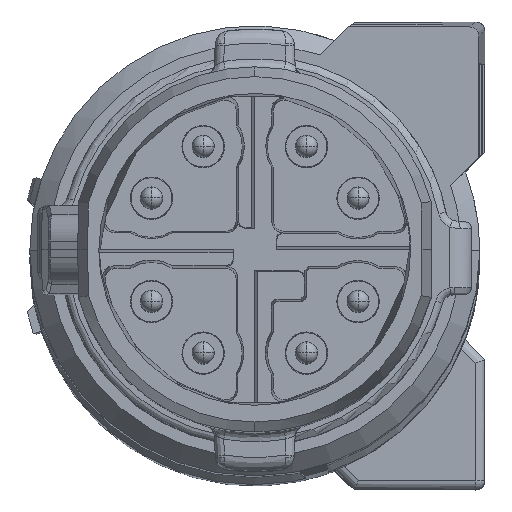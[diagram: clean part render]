
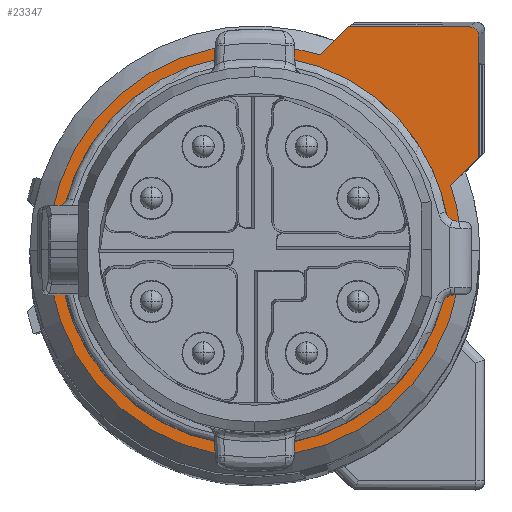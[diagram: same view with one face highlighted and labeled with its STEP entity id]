
A CAD part, top view. The second image highlights one B-rep face of the part: STEP entity #23347.
In plain terms, the highlighted planar face has unit normal (0, 0, 1).
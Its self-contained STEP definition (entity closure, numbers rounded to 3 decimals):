
#22198=AXIS2_PLACEMENT_3D('Circle Axis2P3D',#22196,#22197,$) ;
#22246=AXIS2_PLACEMENT_3D('Circle Axis2P3D',#22244,#22245,$) ;
#22893=AXIS2_PLACEMENT_3D('Circle Axis2P3D',#22891,#22892,$) ;
#23335=AXIS2_PLACEMENT_3D('Plane Axis2P3D',#23332,#23333,#23334) ;
#22186=CARTESIAN_POINT('Vertex',(0.57,6.236,183.853)) ;
#22193=CARTESIAN_POINT('Vertex',(11.77,6.236,183.853)) ;
#22196=CARTESIAN_POINT('Axis2P3D Location',(6.17,6.236,183.853)) ;
#22244=CARTESIAN_POINT('Axis2P3D Location',(6.17,6.236,183.853)) ;
#22248=CARTESIAN_POINT('Vertex',(7.946,11.547,183.853)) ;
#22273=CARTESIAN_POINT('Vertex',(8.707,12.308,183.853)) ;
#22283=CARTESIAN_POINT('Line Origine',(8.327,11.928,183.853)) ;
#22868=CARTESIAN_POINT('Vertex',(11.481,8.012,183.853)) ;
#22875=CARTESIAN_POINT('Vertex',(12.243,8.773,183.853)) ;
#22878=CARTESIAN_POINT('Line Origine',(11.862,8.392,183.853)) ;
#22891=CARTESIAN_POINT('Axis2P3D Location',(6.17,6.236,183.853)) ;
#23048=CARTESIAN_POINT('Line Origine',(10.35,12.308,183.853)) ;
#23052=CARTESIAN_POINT('Vertex',(11.993,12.308,183.853)) ;
#23219=CARTESIAN_POINT('Vertex',(12.243,12.058,183.853)) ;
#23222=CARTESIAN_POINT('Line Origine',(12.243,10.416,183.853)) ;
#23284=CARTESIAN_POINT('Control Point',(12.243,12.058,183.853)) ;
#23285=CARTESIAN_POINT('Control Point',(12.243,12.157,183.853)) ;
#23286=CARTESIAN_POINT('Control Point',(12.19,12.256,183.853)) ;
#23287=CARTESIAN_POINT('Control Point',(12.091,12.308,183.853)) ;
#23288=CARTESIAN_POINT('Control Point',(11.993,12.308,183.853)) ;
#23332=CARTESIAN_POINT('Axis2P3D Location',(12.27,6.236,183.853)) ;
#22197=DIRECTION('Axis2P3D Direction',(0.,0.,-1.)) ;
#22245=DIRECTION('Axis2P3D Direction',(0.,0.,-1.)) ;
#22284=DIRECTION('Vector Direction',(0.707,0.707,0.)) ;
#22879=DIRECTION('Vector Direction',(-0.707,-0.707,0.)) ;
#22892=DIRECTION('Axis2P3D Direction',(0.,0.,-1.)) ;
#23049=DIRECTION('Vector Direction',(1.,0.,0.)) ;
#23223=DIRECTION('Vector Direction',(0.,-1.,0.)) ;
#23333=DIRECTION('Axis2P3D Direction',(0.,0.,1.)) ;
#23334=DIRECTION('Axis2P3D XDirection',(1.,0.,0.)) ;
#22285=VECTOR('Line Direction',#22284,1.) ;
#22880=VECTOR('Line Direction',#22879,1.) ;
#23050=VECTOR('Line Direction',#23049,1.) ;
#23224=VECTOR('Line Direction',#23223,1.) ;
#23338=ORIENTED_EDGE('',*,*,#22250,.T.) ;
#23339=ORIENTED_EDGE('',*,*,#22200,.T.) ;
#23340=ORIENTED_EDGE('',*,*,#22895,.T.) ;
#23341=ORIENTED_EDGE('',*,*,#22882,.F.) ;
#23342=ORIENTED_EDGE('',*,*,#23226,.F.) ;
#23343=ORIENTED_EDGE('',*,*,#23289,.T.) ;
#23344=ORIENTED_EDGE('',*,*,#23054,.F.) ;
#23345=ORIENTED_EDGE('',*,*,#22287,.F.) ;
#23347=ADVANCED_FACE('2003820050.2\\Hauptkoerper',(#23346),#23336,.T.) ;
#23283=B_SPLINE_CURVE_WITH_KNOTS('',4,(#23284,#23285,#23286,#23287,#23288),.UNSPECIFIED.,.F.,.U.,(5,5),(0.,0.68),.UNSPECIFIED.) ;
#22199=CIRCLE('generated circle',#22198,5.6) ;
#22247=CIRCLE('generated circle',#22246,5.6) ;
#22894=CIRCLE('generated circle',#22893,5.6) ;
#22200=EDGE_CURVE('',#22187,#22194,#22199,.F.) ;
#22250=EDGE_CURVE('',#22249,#22187,#22247,.F.) ;
#22287=EDGE_CURVE('',#22249,#22274,#22286,.T.) ;
#22882=EDGE_CURVE('',#22876,#22869,#22881,.T.) ;
#22895=EDGE_CURVE('',#22194,#22869,#22894,.F.) ;
#23054=EDGE_CURVE('',#22274,#23053,#23051,.T.) ;
#23226=EDGE_CURVE('',#23220,#22876,#23225,.T.) ;
#23289=EDGE_CURVE('',#23220,#23053,#23283,.T.) ;
#23337=EDGE_LOOP('',(#23338,#23339,#23340,#23341,#23342,#23343,#23344,#23345)) ;
#23346=FACE_OUTER_BOUND('',#23337,.T.) ;
#22286=LINE('Line',#22283,#22285) ;
#22881=LINE('Line',#22878,#22880) ;
#23051=LINE('Line',#23048,#23050) ;
#23225=LINE('Line',#23222,#23224) ;
#23336=PLANE('',#23335) ;
#22187=VERTEX_POINT('',#22186) ;
#22194=VERTEX_POINT('',#22193) ;
#22249=VERTEX_POINT('',#22248) ;
#22274=VERTEX_POINT('',#22273) ;
#22869=VERTEX_POINT('',#22868) ;
#22876=VERTEX_POINT('',#22875) ;
#23053=VERTEX_POINT('',#23052) ;
#23220=VERTEX_POINT('',#23219) ;
